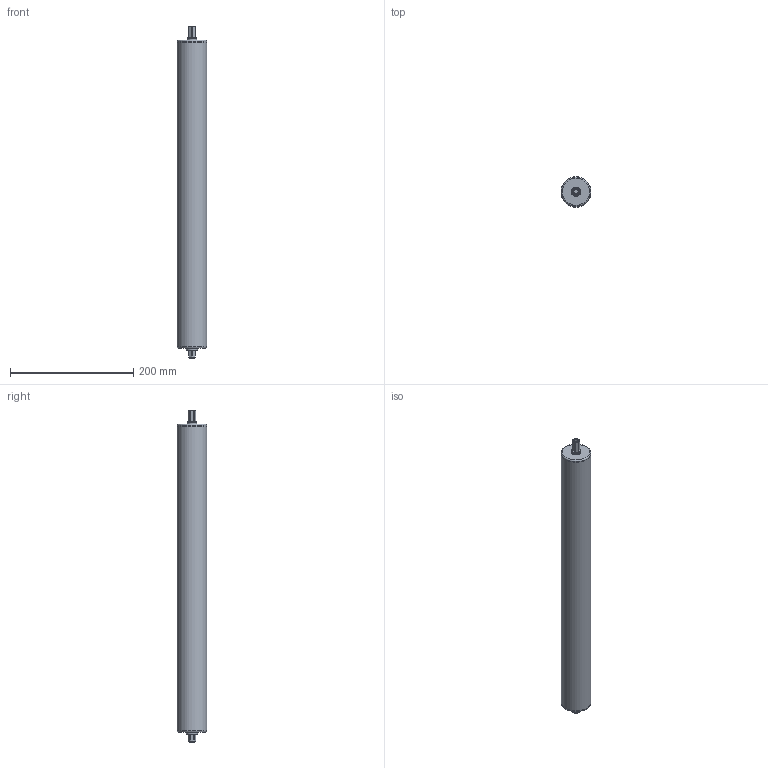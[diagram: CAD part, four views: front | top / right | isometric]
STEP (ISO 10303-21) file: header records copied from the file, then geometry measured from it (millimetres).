
FILE_DESCRIPTION(/* description */ (''),/* implementation_level */ '2;1');
FILE_NAME(/* name */ 'PR-AD-48-500-xxZxAQ v1.step',/* time_stamp */ '2023-05-05T11:17:55-04:00',/* author */ (''),/* organization */ (''),/* preprocessor_version */ 'ST-DEVELOPER v19.2',/* originating_system */ 'Autodesk Translation Framework v12.4.0.73',/* authorisation */ '');
FILE_SCHEMA (('AUTOMOTIVE_DESIGN { 1 0 10303 214 3 1 1 }'));
Length unit declared in the file: millimetre
Products named in the file (1): PR-AD-48-500-xxZxAQ
Bounding box: 48.6 x 48.6 x 539 mm (x, y, z)
Volume: 931535.3 mm3; surface area: 81467.2 mm2
Topology: 1 solids, 1 shells, 46 faces, 106 edges, 69 vertices
Faces by surface type: plane 21, cylinder 18, cone 5, torus 2
Full cylindrical faces by diameter (mm): 7 x1, 15 x1, 18 x1, 48 x2, 48.6 x1
Entity records: 1334 total; most frequent: CARTESIAN_POINT 250, DIRECTION 231, ORIENTED_EDGE 212, EDGE_CURVE 106, AXIS2_PLACEMENT_3D 92, VERTEX_POINT 69, EDGE_LOOP 53, LINE 47
